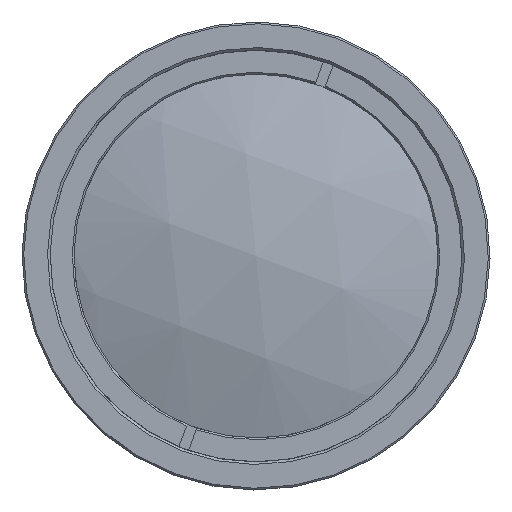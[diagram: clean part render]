
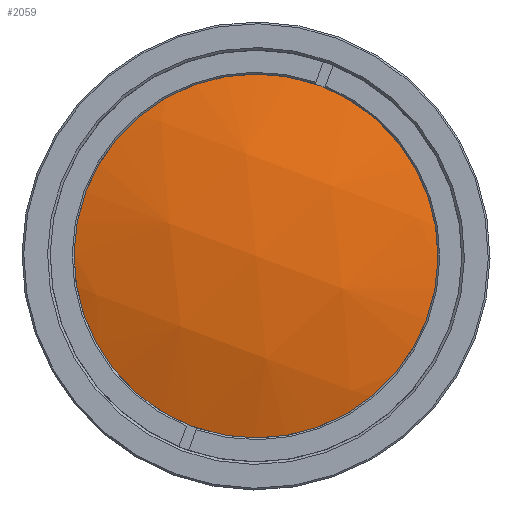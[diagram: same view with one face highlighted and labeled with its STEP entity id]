
A CAD part, left-side view. The second image highlights one B-rep face of the part: STEP entity #2059.
In plain terms, the highlighted spherical face has radius 61.535 mm.
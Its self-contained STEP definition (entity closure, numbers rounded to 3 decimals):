
#108 = DIRECTION ( 'NONE',  ( -1., 0., 0. ) ) ;
#187 = DIRECTION ( 'NONE',  ( 0., 0.352, -0.936 ) ) ;
#449 = CARTESIAN_POINT ( 'NONE',  ( -103.583, 7.39, -19.671 ) ) ;
#940 = VERTEX_POINT ( 'NONE', #449 ) ;
#1402 = SPHERICAL_SURFACE ( 'NONE', #3437, 61.535 ) ;
#1672 = AXIS2_PLACEMENT_3D ( 'NONE', #2467, #108, #187 ) ;
#1933 = EDGE_LOOP ( 'NONE', ( #1999 ) ) ;
#1999 = ORIENTED_EDGE ( 'NONE', *, *, #3390, .T. ) ;
#2059 = ADVANCED_FACE ( 'NONE', ( #5112 ), #1402, .T. ) ;
#2467 = CARTESIAN_POINT ( 'NONE',  ( -103.583, 0., 0. ) ) ;
#3390 = EDGE_CURVE ( 'NONE', #940, #940, #4321, .T. ) ;
#3437 = AXIS2_PLACEMENT_3D ( 'NONE', #5426, #5983, #4532 ) ;
#4321 = CIRCLE ( 'NONE', #1672, 21.014 ) ;
#4532 = DIRECTION ( 'NONE',  ( 0., -0.936, -0.352 ) ) ;
#5112 = FACE_OUTER_BOUND ( 'NONE', #1933, .T. ) ;
#5426 = CARTESIAN_POINT ( 'NONE',  ( -45.747, 0., 0. ) ) ;
#5983 = DIRECTION ( 'NONE',  ( 0., 0.352, -0.936 ) ) ;
